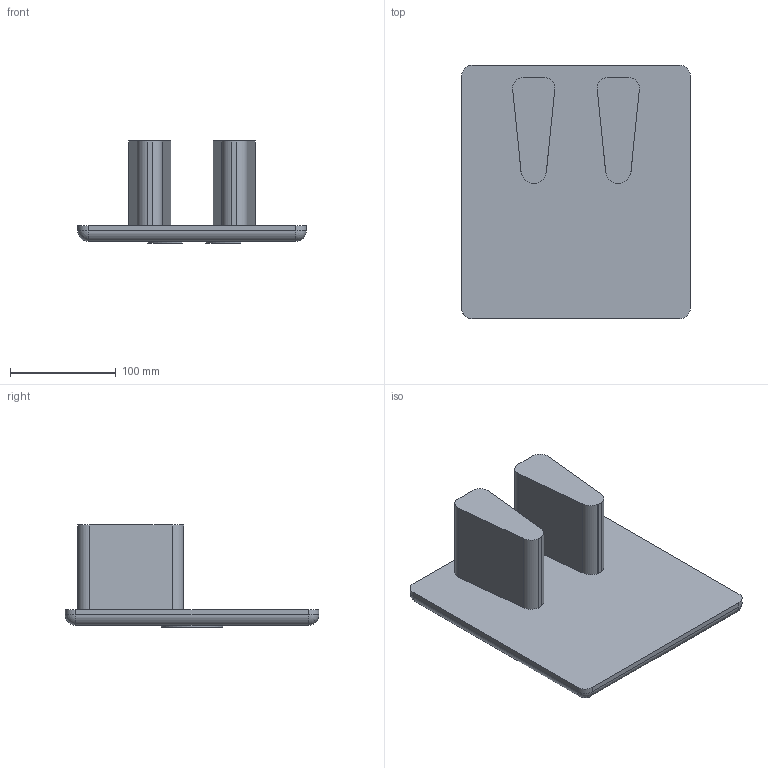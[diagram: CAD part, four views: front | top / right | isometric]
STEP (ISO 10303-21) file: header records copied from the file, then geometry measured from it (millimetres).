
FILE_DESCRIPTION((' '),'2;1');
FILE_NAME('FHL8-AME_3D.stp','2012-08-31T15:55:25',(' '),(' '),' ','ACIS',' ');
FILE_SCHEMA(('CONFIG_CONTROL_DESIGN'));
Length unit declared in the file: millimetre
Products named in the file (1): FHL8-AME_3D.stp
Bounding box: 216 x 240 x 96.5 mm (x, y, z)
Volume: 1253777.3 mm3; surface area: 153094.3 mm2
Topology: 1 solids, 1 shells, 54 faces, 135 edges, 86 vertices
Faces by surface type: plane 29, cylinder 21, sphere 4
Entity records: 1689 total; most frequent: DIRECTION 284, CARTESIAN_POINT 271, ORIENTED_EDGE 264, EDGE_CURVE 132, AXIS2_PLACEMENT_3D 97, VECTOR 90, LINE 90, VERTEX_POINT 84
